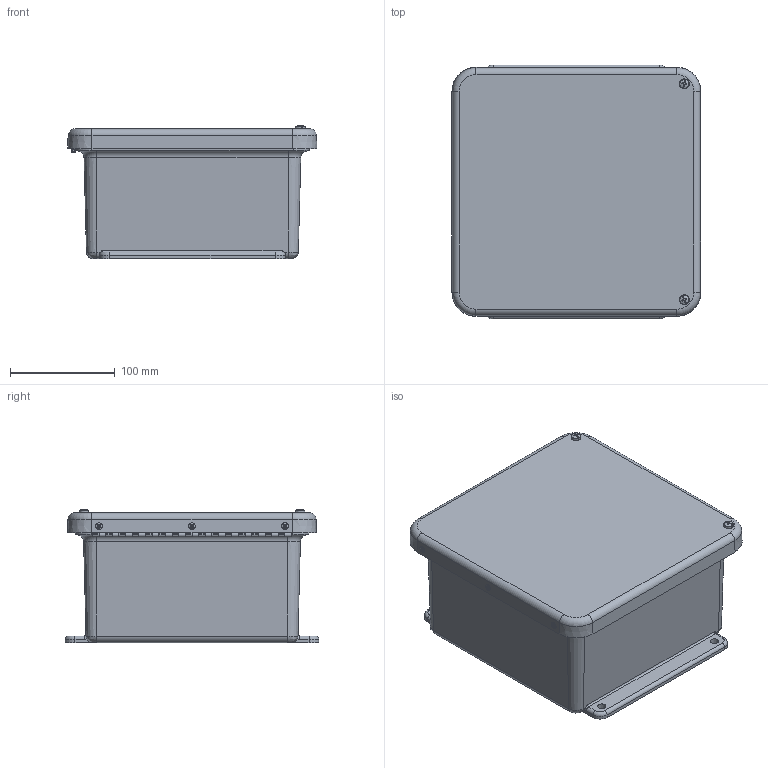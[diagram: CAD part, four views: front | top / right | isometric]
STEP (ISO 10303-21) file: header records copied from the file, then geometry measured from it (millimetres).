
FILE_DESCRIPTION(/* description */ (''),/* implementation_level */ '2;1');
FILE_NAME(/* name */ 'HW-J80804CHSC.stp',/* time_stamp */ '2014-03-26T09:50:50-05:00',/* author */ ('jtigges'),/* organization */ (''),/* preprocessor_version */ 'ST-DEVELOPER v15.2',/* originating_system */ 'Autodesk Inventor 2014',/* authorisation */ '');
FILE_SCHEMA (('AUTOMOTIVE_DESIGN { 1 0 10303 214 3 1 1 }'));
Length unit declared in the file: inch
Products named in the file (18): J808HW_1; RMINS45821P_21; RMINS45821P_22; RMINS45821P_23; RMINS45821P_24; RMINS45821P_25; RMINS45821P_26; J808BHW; RMHINGCOV7; RMHINGPIN7; RMHINGBOX7; RMHING7; RMRIV43; J808HWCVR; GASKET_808; WP808HWU; RMSC10X063PHCPH; J808HW_STP
Bounding box: 238.94 x 242.86 x 127.47 mm (x, y, z)
Volume: 843638.1 mm3; surface area: 475226.6 mm2
Topology: 20 solids, 20 shells, 797 faces, 1946 edges, 1215 vertices
Faces by surface type: cylinder 302, plane 244, cone 131, torus 56, bspline 52, sphere 12
Full cylindrical faces by diameter (mm): 2.159 x31, 3.175 x6, 3.327 x6, 3.556 x6, 3.683 x2, 3.861 x8, 3.962 x7, 3.967 x40, 4.826 x40, 5.537 x4, 6.35 x6, 6.858 x6
Entity records: 21647 total; most frequent: CARTESIAN_POINT 6145, DIRECTION 3376, ORIENTED_EDGE 2808, EDGE_CURVE 1404, AXIS2_PLACEMENT_3D 1375, VERTEX_POINT 956, EDGE_LOOP 948, FACE_OUTER_BOUND 660
